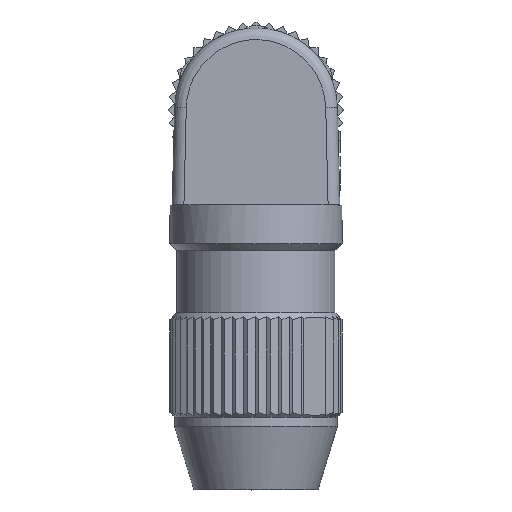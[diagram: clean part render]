
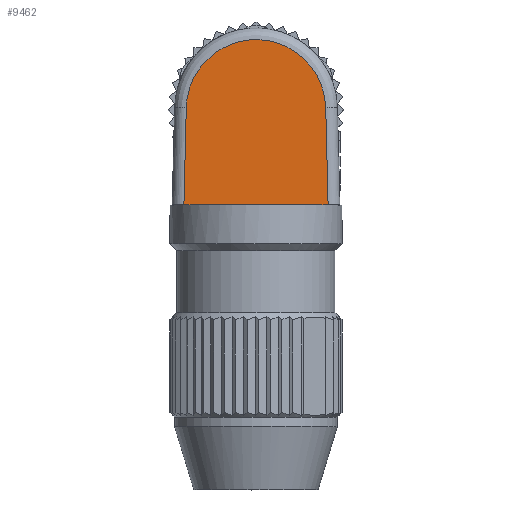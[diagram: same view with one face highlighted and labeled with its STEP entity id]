
A CAD part, top view. The second image highlights one B-rep face of the part: STEP entity #9462.
In plain terms, the highlighted free-form (B-spline) face has degree [1, 1] with [2, 2] control points.
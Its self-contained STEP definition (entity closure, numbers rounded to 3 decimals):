
#9384=CARTESIAN_POINT('V1132',(-29.106,
   -15.812,-0.8));
#9385=VERTEX_POINT('V1132',#9384);
#9386=CARTESIAN_POINT('V1131',(-33.263,
   -15.812,-0.8));
#9387=VERTEX_POINT('V1131',#9386);
#9388=CARTESIAN_POINT('E678',(-29.106,
   -15.812,-0.8));
#9389=CARTESIAN_POINT('E678',(-33.263,
   -15.812,-0.8));
#9390=B_SPLINE_CURVE_WITH_KNOTS('E678',1,(#9388,#9389),
   .POLYLINE_FORM.,.F.,.U.,(2,2),(0.355,
   0.645),.UNSPECIFIED.);
#9391=EDGE_CURVE('E678',#9385,#9387,#9390,.T.);
#9411=CARTESIAN_POINT('F263',(-23.677,-0.334,
   -0.8));
#9412=CARTESIAN_POINT('F263',(-38.692,-0.334,
   -0.8));
#9413=CARTESIAN_POINT('F263',(-23.677,
   -16.189,-0.8));
#9414=CARTESIAN_POINT('F263',(-38.692,
   -16.189,-0.8));
#9415=QUASI_UNIFORM_SURFACE('F263',1,1,((#9411,#9413),(#9412,
   #9414)),.PLANE_SURF.,.F.,.F.,.U.);
#9416=CARTESIAN_POINT('V1133',(-25.034,
   -15.812,-0.8));
#9417=VERTEX_POINT('V1133',#9416);
#9418=CARTESIAN_POINT('V1134',(-25.236,
   -7.518,-0.8));
#9419=VERTEX_POINT('V1134',#9418);
#9420=CARTESIAN_POINT('E680',(-25.034,
   -15.812,-0.8));
#9421=CARTESIAN_POINT('E680',(-25.236,-7.518,
   -0.8));
#9422=QUASI_UNIFORM_CURVE('E680',1,(#9420,#9421),.POLYLINE_FORM.,.F.,
   .U.);
#9423=EDGE_CURVE('E680',#9417,#9419,#9422,.T.);
#9424=ORIENTED_EDGE('E680',*,*,#9423,.T.);
#9425=CARTESIAN_POINT('V1135',(-37.132,
   -7.518,-0.8));
#9426=VERTEX_POINT('V1135',#9425);
#9427=CARTESIAN_POINT('E681',(-25.236,-7.518,
   -0.8));
#9428=CARTESIAN_POINT('E681',(-25.377,-1.712,
   -0.8));
#9429=CARTESIAN_POINT('E681',(-31.184,-1.712,
   -0.8));
#9430=CARTESIAN_POINT('E681',(-36.991,-1.712,
   -0.8));
#9431=CARTESIAN_POINT('E681',(-37.132,-7.518,
   -0.8));
#9439=(BOUNDED_CURVE()B_SPLINE_CURVE(2,(#9427,#9428,#9429,#9430,
   #9431),.CIRCULAR_ARC.,.F.,.U.)B_SPLINE_CURVE_WITH_KNOTS((3,2,3),
   (0.0,0.5,1.0),.UNSPECIFIED.)CURVE()
   GEOMETRIC_REPRESENTATION_ITEM()RATIONAL_B_SPLINE_CURVE((1.0,
   0.716,1.0,0.716,1.0))REPRESENTATION_ITEM(
   'E681'));
#9440=EDGE_CURVE('E681',#9419,#9426,#9439,.T.);
#9441=ORIENTED_EDGE('E681',*,*,#9440,.T.);
#9442=CARTESIAN_POINT('V1136',(-37.334,
   -15.812,-0.8));
#9443=VERTEX_POINT('V1136',#9442);
#9444=CARTESIAN_POINT('E682',(-37.132,-7.518,
   -0.8));
#9445=CARTESIAN_POINT('E682',(-37.334,
   -15.812,-0.8));
#9446=QUASI_UNIFORM_CURVE('E682',1,(#9444,#9445),.POLYLINE_FORM.,.F.,
   .U.);
#9447=EDGE_CURVE('E682',#9426,#9443,#9446,.T.);
#9448=ORIENTED_EDGE('E682',*,*,#9447,.T.);
#9449=CARTESIAN_POINT('E683',(-37.334,
   -15.812,-0.8));
#9450=CARTESIAN_POINT('E683',(-33.263,
   -15.812,-0.8));
#9451=B_SPLINE_CURVE_WITH_KNOTS('E683',1,(#9449,#9450),
   .POLYLINE_FORM.,.F.,.U.,(2,2),(0.07,
   0.355),.UNSPECIFIED.);
#9452=EDGE_CURVE('E683',#9443,#9387,#9451,.T.);
#9453=ORIENTED_EDGE('E683',*,*,#9452,.T.);
#9454=ORIENTED_EDGE('E678',*,*,#9391,.F.);
#9455=CARTESIAN_POINT('E684',(-29.106,
   -15.812,-0.8));
#9456=CARTESIAN_POINT('E684',(-25.034,
   -15.812,-0.8));
#9457=B_SPLINE_CURVE_WITH_KNOTS('E684',1,(#9455,#9456),
   .POLYLINE_FORM.,.F.,.U.,(2,2),(0.645,
   0.93),.UNSPECIFIED.);
#9458=EDGE_CURVE('E684',#9385,#9417,#9457,.T.);
#9459=ORIENTED_EDGE('E684',*,*,#9458,.T.);
#9460=EDGE_LOOP('F263',(#9424,#9441,#9448,#9453,#9454,#9459));
#9461=FACE_OUTER_BOUND('F263',#9460,.T.);
#9462=ADVANCED_FACE('F263',(#9461),#9415,.T.);
